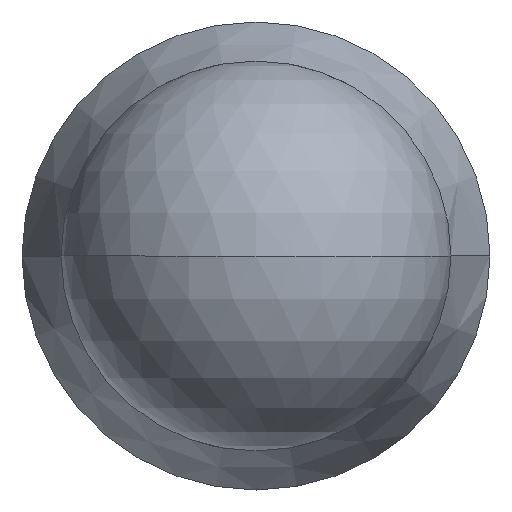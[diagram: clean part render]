
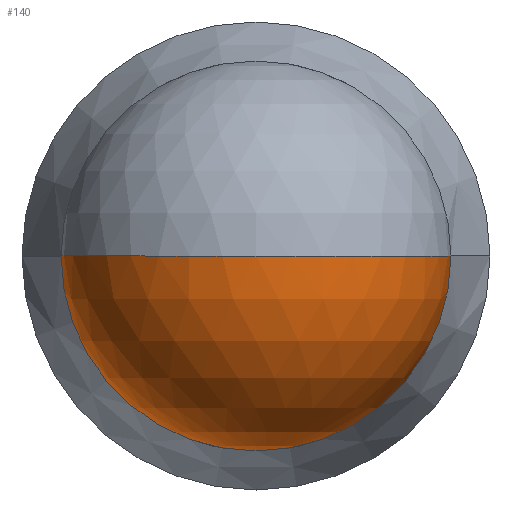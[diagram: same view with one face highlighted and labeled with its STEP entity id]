
A CAD part, front view. The second image highlights one B-rep face of the part: STEP entity #140.
In plain terms, the highlighted spherical face has radius 1.984 mm.
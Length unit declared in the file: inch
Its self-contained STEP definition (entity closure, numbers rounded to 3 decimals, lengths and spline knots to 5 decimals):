
#1 = CARTESIAN_POINT ( 'NONE',  ( 0., 0.0781, 0. ) ) ;
#9 = DIRECTION ( 'NONE',  ( 1., 0., 0. ) ) ;
#27 = DIRECTION ( 'NONE',  ( 1., 0., 0. ) ) ;
#37 = VERTEX_POINT ( 'NONE', #201 ) ;
#40 = CIRCLE ( 'NONE', #178, 0.0781 ) ;
#57 = AXIS2_PLACEMENT_3D ( 'NONE', #323, #104, #9 ) ;
#61 = CARTESIAN_POINT ( 'NONE',  ( 0., 0.0781, 0. ) ) ;
#62 = DIRECTION ( 'NONE',  ( 0., 0., -1. ) ) ;
#64 = CIRCLE ( 'NONE', #235, 0.0781 ) ;
#79 = EDGE_CURVE ( 'NONE', #37, #164, #300, .T. ) ;
#84 = DIRECTION ( 'NONE',  ( 0., 0., 1. ) ) ;
#90 = EDGE_CURVE ( 'NONE', #164, #222, #64, .T. ) ;
#98 = CARTESIAN_POINT ( 'NONE',  ( 0.0781, 0.0781, 0. ) ) ;
#104 = DIRECTION ( 'NONE',  ( 0., 0., 1. ) ) ;
#125 = DIRECTION ( 'NONE',  ( 0., -1., 0. ) ) ;
#128 = AXIS2_PLACEMENT_3D ( 'NONE', #1, #125, #349 ) ;
#129 = DIRECTION ( 'NONE',  ( 0., 0., -1. ) ) ;
#140 = ADVANCED_FACE ( 'NONE', ( #264 ), #347, .T. ) ;
#164 = VERTEX_POINT ( 'NONE', #272 ) ;
#172 = EDGE_CURVE ( 'NONE', #222, #283, #40, .T. ) ;
#178 = AXIS2_PLACEMENT_3D ( 'NONE', #416, #129, #392 ) ;
#187 = CIRCLE ( 'NONE', #57, 0.0781 ) ;
#201 = CARTESIAN_POINT ( 'NONE',  ( -0.0781, 0.0781, 0. ) ) ;
#214 = AXIS2_PLACEMENT_3D ( 'NONE', #61, #84, #27 ) ;
#217 = ORIENTED_EDGE ( 'NONE', *, *, #172, .T. ) ;
#222 = VERTEX_POINT ( 'NONE', #98 ) ;
#235 = AXIS2_PLACEMENT_3D ( 'NONE', #240, #385, #62 ) ;
#239 = EDGE_CURVE ( 'NONE', #37, #283, #187, .T. ) ;
#240 = CARTESIAN_POINT ( 'NONE',  ( 0., 0.0781, 0. ) ) ;
#264 = FACE_OUTER_BOUND ( 'NONE', #373, .T. ) ;
#272 = CARTESIAN_POINT ( 'NONE',  ( 0., 0.0781, -0.0781 ) ) ;
#281 = ORIENTED_EDGE ( 'NONE', *, *, #90, .T. ) ;
#283 = VERTEX_POINT ( 'NONE', #354 ) ;
#300 = CIRCLE ( 'NONE', #128, 0.0781 ) ;
#318 = ORIENTED_EDGE ( 'NONE', *, *, #239, .F. ) ;
#323 = CARTESIAN_POINT ( 'NONE',  ( 0., 0.0781, 0. ) ) ;
#347 = SPHERICAL_SURFACE ( 'NONE', #214, 0.0781 ) ;
#349 = DIRECTION ( 'NONE',  ( 0., 0., -1. ) ) ;
#354 = CARTESIAN_POINT ( 'NONE',  ( 0., 0., 0. ) ) ;
#360 = ORIENTED_EDGE ( 'NONE', *, *, #79, .T. ) ;
#373 = EDGE_LOOP ( 'NONE', ( #318, #360, #281, #217 ) ) ;
#385 = DIRECTION ( 'NONE',  ( 0., -1., 0. ) ) ;
#392 = DIRECTION ( 'NONE',  ( -1., 0., 0. ) ) ;
#416 = CARTESIAN_POINT ( 'NONE',  ( 0., 0.0781, 0. ) ) ;
